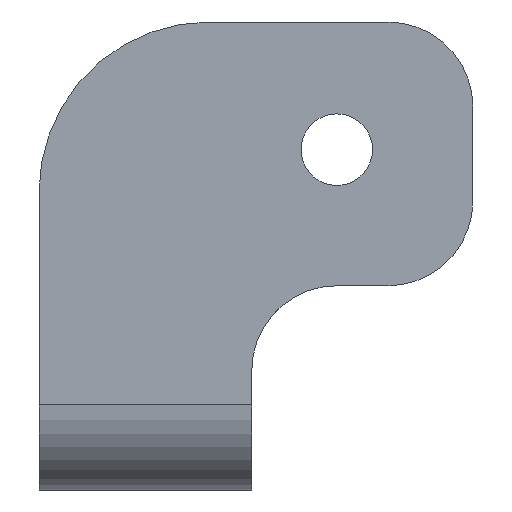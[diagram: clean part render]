
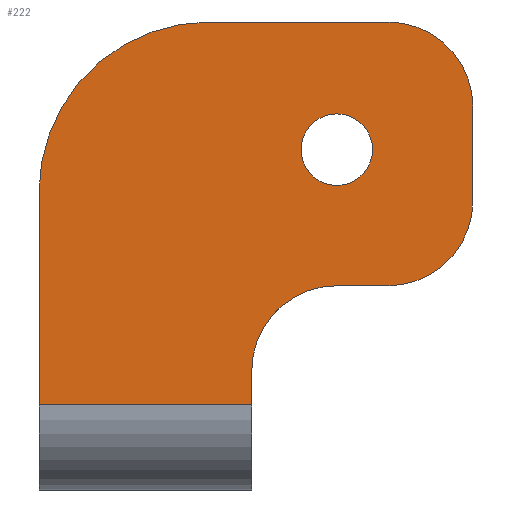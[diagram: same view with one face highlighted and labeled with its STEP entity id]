
A CAD part, left-side view. The second image highlights one B-rep face of the part: STEP entity #222.
In plain terms, the highlighted planar face has unit normal (-1, 0, 0).
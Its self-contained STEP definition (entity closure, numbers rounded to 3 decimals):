
#12 = CARTESIAN_POINT ( 'NONE',  ( -12.5, 0., -13. ) ) ;
#54 = DIRECTION ( 'NONE',  ( 0., 1., 0. ) ) ;
#55 = LINE ( 'NONE', #283, #258 ) ;
#59 = CARTESIAN_POINT ( 'NONE',  ( -12.5, -3., -3. ) ) ;
#69 = DIRECTION ( 'NONE',  ( 0., 0., 1. ) ) ;
#91 = VECTOR ( 'NONE', #54, 1000. ) ;
#101 = EDGE_CURVE ( 'NONE', #317, #426, #602, .T. ) ;
#103 = VERTEX_POINT ( 'NONE', #521 ) ;
#115 = CARTESIAN_POINT ( 'NONE',  ( -12.5, 7.5, 7.5 ) ) ;
#116 = EDGE_CURVE ( 'NONE', #615, #167, #523, .T. ) ;
#121 = VERTEX_POINT ( 'NONE', #696 ) ;
#133 = ORIENTED_EDGE ( 'NONE', *, *, #390, .T. ) ;
#140 = CARTESIAN_POINT ( 'NONE',  ( -12.5, -3., 2.5 ) ) ;
#142 = LINE ( 'NONE', #251, #636 ) ;
#143 = CIRCLE ( 'NONE', #429, 5. ) ;
#146 = VERTEX_POINT ( 'NONE', #405 ) ;
#158 = EDGE_CURVE ( 'NONE', #426, #734, #401, .T. ) ;
#166 = EDGE_CURVE ( 'NONE', #247, #146, #698, .T. ) ;
#167 = VERTEX_POINT ( 'NONE', #115 ) ;
#175 = AXIS2_PLACEMENT_3D ( 'NONE', #342, #402, #630 ) ;
#176 = DIRECTION ( 'NONE',  ( -1., 0., 0. ) ) ;
#180 = CIRCLE ( 'NONE', #617, 10. ) ;
#183 = EDGE_CURVE ( 'NONE', #736, #103, #55, .T. ) ;
#189 = FACE_BOUND ( 'NONE', #466, .T. ) ;
#190 = VERTEX_POINT ( 'NONE', #343 ) ;
#191 = CARTESIAN_POINT ( 'NONE',  ( -12.5, -3., 7.5 ) ) ;
#193 = DIRECTION ( 'NONE',  ( 0., 0., 1. ) ) ;
#198 = DIRECTION ( 'NONE',  ( 0., 0., 1. ) ) ;
#201 = VECTOR ( 'NONE', #193, 1000. ) ;
#211 = DIRECTION ( 'NONE',  ( 0., 0., 1. ) ) ;
#221 = LINE ( 'NONE', #318, #201 ) ;
#222 = ADVANCED_FACE ( 'NONE', ( #601, #189 ), #532, .T. ) ;
#223 = ORIENTED_EDGE ( 'NONE', *, *, #702, .T. ) ;
#230 = CARTESIAN_POINT ( 'NONE',  ( -12.5, -8., -8. ) ) ;
#240 = VECTOR ( 'NONE', #633, 1000. ) ;
#247 = VERTEX_POINT ( 'NONE', #357 ) ;
#250 = AXIS2_PLACEMENT_3D ( 'NONE', #661, #377, #427 ) ;
#251 = CARTESIAN_POINT ( 'NONE',  ( -12.5, 5., -20. ) ) ;
#258 = VECTOR ( 'NONE', #694, 1000. ) ;
#283 = CARTESIAN_POINT ( 'NONE',  ( -12.5, -8., -15. ) ) ;
#288 = ORIENTED_EDGE ( 'NONE', *, *, #421, .F. ) ;
#298 = ORIENTED_EDGE ( 'NONE', *, *, #304, .T. ) ;
#304 = EDGE_CURVE ( 'NONE', #121, #317, #143, .T. ) ;
#317 = VERTEX_POINT ( 'NONE', #420 ) ;
#318 = CARTESIAN_POINT ( 'NONE',  ( -12.5, -8., 7.5 ) ) ;
#323 = DIRECTION ( 'NONE',  ( -1., 0., 0. ) ) ;
#342 = CARTESIAN_POINT ( 'NONE',  ( -12.5, 0., 0. ) ) ;
#343 = CARTESIAN_POINT ( 'NONE',  ( -12.5, 17.5, -2.5 ) ) ;
#353 = VECTOR ( 'NONE', #388, 1000. ) ;
#354 = CARTESIAN_POINT ( 'NONE',  ( -12.5, -8., 7.5 ) ) ;
#357 = CARTESIAN_POINT ( 'NONE',  ( -12.5, 0., -2.1 ) ) ;
#364 = ORIENTED_EDGE ( 'NONE', *, *, #681, .T. ) ;
#367 = EDGE_CURVE ( 'NONE', #734, #593, #221, .T. ) ;
#376 = CARTESIAN_POINT ( 'NONE',  ( -12.5, 7.5, -2.5 ) ) ;
#377 = DIRECTION ( 'NONE',  ( 1., 0., 0. ) ) ;
#388 = DIRECTION ( 'NONE',  ( 0., 0., 1. ) ) ;
#390 = EDGE_CURVE ( 'NONE', #167, #190, #180, .T. ) ;
#398 = CARTESIAN_POINT ( 'NONE',  ( -12.5, 17.5, -15. ) ) ;
#401 = CIRCLE ( 'NONE', #723, 5. ) ;
#402 = DIRECTION ( 'NONE',  ( 1., 0., 0. ) ) ;
#405 = CARTESIAN_POINT ( 'NONE',  ( -12.5, 0., 2.1 ) ) ;
#420 = CARTESIAN_POINT ( 'NONE',  ( -12.5, 0., -8. ) ) ;
#421 = EDGE_CURVE ( 'NONE', #736, #190, #471, .T. ) ;
#422 = DIRECTION ( 'NONE',  ( 0., 0., 1. ) ) ;
#426 = VERTEX_POINT ( 'NONE', #607 ) ;
#427 = DIRECTION ( 'NONE',  ( 0., 0., -1. ) ) ;
#429 = AXIS2_PLACEMENT_3D ( 'NONE', #12, #641, #69 ) ;
#437 = ORIENTED_EDGE ( 'NONE', *, *, #166, .T. ) ;
#466 = EDGE_LOOP ( 'NONE', ( #437, #364 ) ) ;
#471 = LINE ( 'NONE', #669, #353 ) ;
#475 = AXIS2_PLACEMENT_3D ( 'NONE', #140, #323, #198 ) ;
#517 = DIRECTION ( 'NONE',  ( -1., 0., 0. ) ) ;
#521 = CARTESIAN_POINT ( 'NONE',  ( -12.5, 5., -15. ) ) ;
#523 = LINE ( 'NONE', #578, #91 ) ;
#532 = PLANE ( 'NONE',  #551 ) ;
#551 = AXIS2_PLACEMENT_3D ( 'NONE', #354, #176, #422 ) ;
#557 = ORIENTED_EDGE ( 'NONE', *, *, #116, .T. ) ;
#578 = CARTESIAN_POINT ( 'NONE',  ( -12.5, -8., 7.5 ) ) ;
#592 = ORIENTED_EDGE ( 'NONE', *, *, #158, .T. ) ;
#593 = VERTEX_POINT ( 'NONE', #724 ) ;
#594 = DIRECTION ( 'NONE',  ( -1., 0., 0. ) ) ;
#601 = FACE_OUTER_BOUND ( 'NONE', #712, .T. ) ;
#602 = LINE ( 'NONE', #230, #240 ) ;
#607 = CARTESIAN_POINT ( 'NONE',  ( -12.5, -3., -8. ) ) ;
#610 = EDGE_CURVE ( 'NONE', #593, #615, #751, .T. ) ;
#615 = VERTEX_POINT ( 'NONE', #191 ) ;
#617 = AXIS2_PLACEMENT_3D ( 'NONE', #376, #594, #649 ) ;
#630 = DIRECTION ( 'NONE',  ( 0., 0., -1. ) ) ;
#633 = DIRECTION ( 'NONE',  ( 0., -1., 0. ) ) ;
#636 = VECTOR ( 'NONE', #211, 1000. ) ;
#641 = DIRECTION ( 'NONE',  ( 1., 0., 0. ) ) ;
#649 = DIRECTION ( 'NONE',  ( 0., 0., 1. ) ) ;
#661 = CARTESIAN_POINT ( 'NONE',  ( -12.5, 0., 0. ) ) ;
#669 = CARTESIAN_POINT ( 'NONE',  ( -12.5, 17.5, 7.5 ) ) ;
#677 = CARTESIAN_POINT ( 'NONE',  ( -12.5, -8., -3. ) ) ;
#681 = EDGE_CURVE ( 'NONE', #146, #247, #742, .T. ) ;
#688 = DIRECTION ( 'NONE',  ( 0., 0., 1. ) ) ;
#694 = DIRECTION ( 'NONE',  ( 0., -1., 0. ) ) ;
#696 = CARTESIAN_POINT ( 'NONE',  ( -12.5, 5., -13. ) ) ;
#698 = CIRCLE ( 'NONE', #175, 2.1 ) ;
#700 = ORIENTED_EDGE ( 'NONE', *, *, #183, .T. ) ;
#701 = ORIENTED_EDGE ( 'NONE', *, *, #367, .T. ) ;
#702 = EDGE_CURVE ( 'NONE', #103, #121, #142, .T. ) ;
#708 = ORIENTED_EDGE ( 'NONE', *, *, #610, .T. ) ;
#712 = EDGE_LOOP ( 'NONE', ( #288, #700, #223, #298, #752, #592, #701, #708, #557, #133 ) ) ;
#723 = AXIS2_PLACEMENT_3D ( 'NONE', #59, #517, #688 ) ;
#724 = CARTESIAN_POINT ( 'NONE',  ( -12.5, -8., 2.5 ) ) ;
#734 = VERTEX_POINT ( 'NONE', #677 ) ;
#736 = VERTEX_POINT ( 'NONE', #398 ) ;
#742 = CIRCLE ( 'NONE', #250, 2.1 ) ;
#751 = CIRCLE ( 'NONE', #475, 5. ) ;
#752 = ORIENTED_EDGE ( 'NONE', *, *, #101, .T. ) ;
